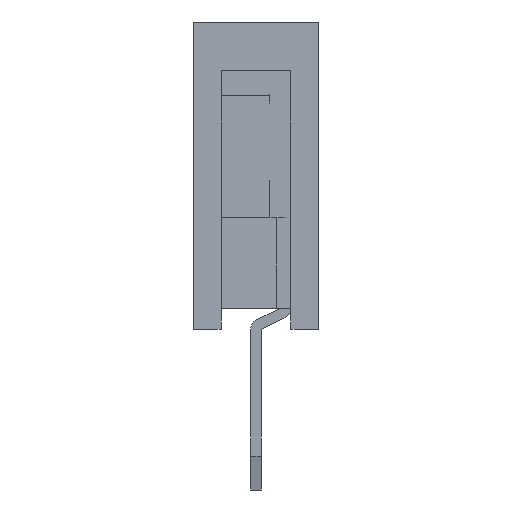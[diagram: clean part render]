
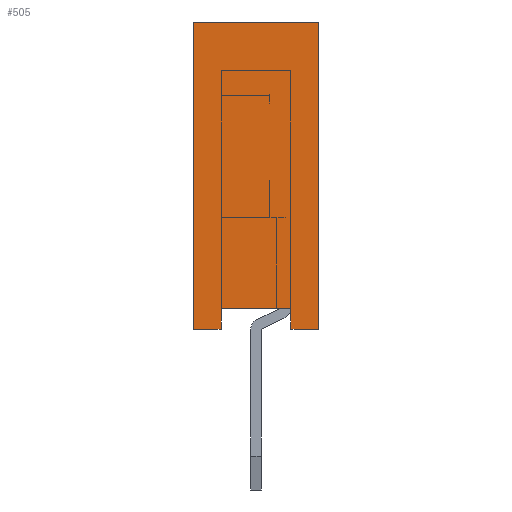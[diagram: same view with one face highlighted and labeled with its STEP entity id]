
A CAD part, left-side view. The second image highlights one B-rep face of the part: STEP entity #505.
In plain terms, the highlighted planar face has unit normal (-1, 0, 0).
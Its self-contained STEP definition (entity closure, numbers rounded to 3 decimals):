
#505=ADVANCED_FACE('',(#21783),#21785,.T.);
#21783=FACE_BOUND('',#21784,.T.);
#21784=EDGE_LOOP('',(#38777,#38778,#38779,#38780,#38781,#38782,#38783,#38784));
#21785=PLANE('',#21786);
#21786=AXIS2_PLACEMENT_3D('',#21787,#21788,#21789);
#21787=CARTESIAN_POINT('',(-0.635,0.9,0.));
#21788=DIRECTION('',(-1.,0.,0.));
#21789=DIRECTION('',(0.,-1.,0.));
#38777=ORIENTED_EDGE('',*,*,#50954,.T.);
#38778=ORIENTED_EDGE('',*,*,#51273,.T.);
#38779=ORIENTED_EDGE('',*,*,#51277,.T.);
#38780=ORIENTED_EDGE('',*,*,#51278,.F.);
#38781=ORIENTED_EDGE('',*,*,#51279,.F.);
#38782=ORIENTED_EDGE('',*,*,#51274,.T.);
#38783=ORIENTED_EDGE('',*,*,#51113,.T.);
#38784=ORIENTED_EDGE('',*,*,#51280,.T.);
#50954=EDGE_CURVE('',#57212,#57209,#57213,.F.);
#51113=EDGE_CURVE('',#57530,#57528,#57531,.F.);
#51273=EDGE_CURVE('',#57209,#57841,#57843,.T.);
#51274=EDGE_CURVE('',#57844,#57530,#57845,.T.);
#51277=EDGE_CURVE('',#57841,#57849,#57850,.T.);
#51278=EDGE_CURVE('',#57851,#57849,#57852,.T.);
#51279=EDGE_CURVE('',#57844,#57851,#57853,.T.);
#51280=EDGE_CURVE('',#57528,#57212,#57854,.T.);
#57209=VERTEX_POINT('',#67433);
#57212=VERTEX_POINT('',#67438);
#57213=LINE('',#67439,#67440);
#57528=VERTEX_POINT('',#68070);
#57530=VERTEX_POINT('',#68074);
#57531=LINE('',#68075,#68076);
#57841=VERTEX_POINT('',#68703);
#57843=LINE('',#68707,#68708);
#57844=VERTEX_POINT('',#68710);
#57845=LINE('',#68711,#68712);
#57849=VERTEX_POINT('',#68721);
#57850=LINE('',#68722,#68723);
#57851=VERTEX_POINT('',#68725);
#57852=LINE('',#68726,#68727);
#57853=LINE('',#68729,#68730);
#57854=LINE('',#68732,#68733);
#67433=CARTESIAN_POINT('',(-0.635,-0.5,0.));
#67438=CARTESIAN_POINT('',(-0.635,-0.5,0.3));
#67439=CARTESIAN_POINT('',(-0.635,-0.5,0.));
#67440=VECTOR('',#67441,1.);
#67441=DIRECTION('',(0.,0.,1.));
#68070=CARTESIAN_POINT('',(-0.635,0.5,0.3));
#68074=CARTESIAN_POINT('',(-0.635,0.5,0.));
#68075=CARTESIAN_POINT('',(-0.635,0.5,0.3));
#68076=VECTOR('',#68077,1.);
#68077=DIRECTION('',(0.,0.,-1.));
#68703=CARTESIAN_POINT('',(-0.635,-0.9,0.));
#68707=CARTESIAN_POINT('',(-0.635,-0.5,0.));
#68708=VECTOR('',#68709,1.);
#68709=DIRECTION('',(0.,-1.,0.));
#68710=CARTESIAN_POINT('',(-0.635,0.9,0.));
#68711=CARTESIAN_POINT('',(-0.635,0.9,0.));
#68712=VECTOR('',#68713,1.);
#68713=DIRECTION('',(0.,-1.,0.));
#68721=CARTESIAN_POINT('',(-0.635,-0.9,4.4));
#68722=CARTESIAN_POINT('',(-0.635,-0.9,0.));
#68723=VECTOR('',#68724,1.);
#68724=DIRECTION('',(0.,0.,1.));
#68725=CARTESIAN_POINT('',(-0.635,0.9,4.4));
#68726=CARTESIAN_POINT('',(-0.635,0.9,4.4));
#68727=VECTOR('',#68728,1.);
#68728=DIRECTION('',(0.,-1.,0.));
#68729=CARTESIAN_POINT('',(-0.635,0.9,0.));
#68730=VECTOR('',#68731,1.);
#68731=DIRECTION('',(0.,0.,1.));
#68732=CARTESIAN_POINT('',(-0.635,0.5,0.3));
#68733=VECTOR('',#68734,1.);
#68734=DIRECTION('',(0.,-1.,0.));
